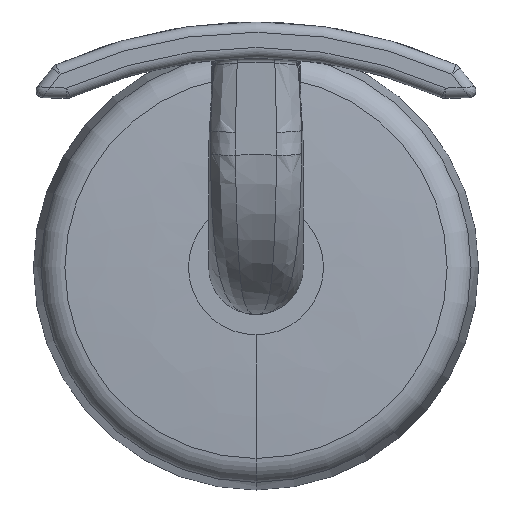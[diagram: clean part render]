
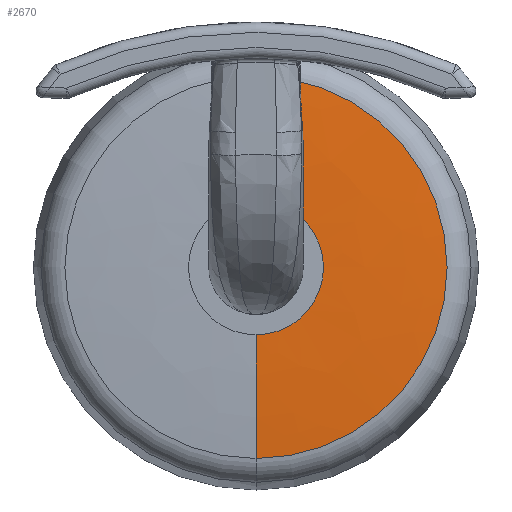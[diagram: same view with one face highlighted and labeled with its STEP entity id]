
A CAD part, top view. The second image highlights one B-rep face of the part: STEP entity #2670.
In plain terms, the highlighted free-form (B-spline) face has degree [3, 3] with [7, 4] control points.
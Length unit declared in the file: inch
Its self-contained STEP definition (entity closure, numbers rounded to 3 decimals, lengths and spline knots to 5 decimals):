
#12=CARTESIAN_POINT('',(0.,0.,0.40452));
#13=DIRECTION('',(0.,0.,1.));
#14=DIRECTION('',(0.,-1.,0.));
#15=AXIS2_PLACEMENT_3D('',#12,#13,#14);
#22=CARTESIAN_POINT('',(0.,-0.394,-9.412));
#23=DIRECTION('',(1.,0.,0.));
#24=DIRECTION('',(0.,0.,1.));
#25=AXIS2_PLACEMENT_3D('',#22,#23,#24);
#27=CARTESIAN_POINT('',(0.,0.,0.431));
#28=DIRECTION('',(0.,0.,1.));
#29=DIRECTION('',(0.,-1.,0.));
#30=AXIS2_PLACEMENT_3D('',#27,#28,#29);
#32=CARTESIAN_POINT('',(0.,0.394,-9.412));
#33=DIRECTION('',(-1.,0.,0.));
#34=DIRECTION('',(0.,0.,1.));
#35=AXIS2_PLACEMENT_3D('',#32,#33,#34);
#2287=CARTESIAN_POINT('',(0.,-1.11556,0.40452));
#2289=VERTEX_POINT('',#2287);
#2293=CARTESIAN_POINT('',(0.,1.11556,0.40452));
#2295=VERTEX_POINT('',#2293);
#2299=CARTESIAN_POINT('',(0.,-0.394,0.431));
#2300=VERTEX_POINT('',#2299);
#2301=CARTESIAN_POINT('',(0.,0.394,0.431));
#2302=VERTEX_POINT('',#2301);
#2632=CARTESIAN_POINT('',(-0.02383,0.37881,
0.43099));
#2633=CARTESIAN_POINT('',(-0.03956,0.62874,
0.43136));
#2634=CARTESIAN_POINT('',(-0.05527,0.8785,
0.42217));
#2635=CARTESIAN_POINT('',(-0.07095,1.12773,
0.40345));
#2636=CARTESIAN_POINT('',(0.20928,0.39347,
0.43099));
#2637=CARTESIAN_POINT('',(0.34737,0.65308,
0.43136));
#2638=CARTESIAN_POINT('',(0.48536,0.91251,
0.42217));
#2639=CARTESIAN_POINT('',(0.62305,1.17139,
0.40345));
#2640=CARTESIAN_POINT('',(0.37956,0.23358,
0.43099));
#2641=CARTESIAN_POINT('',(0.62998,0.38769,
0.43136));
#2642=CARTESIAN_POINT('',(0.88024,0.5417,
0.42217));
#2643=CARTESIAN_POINT('',(1.12996,0.69538,
0.40345));
#2644=CARTESIAN_POINT('',(0.37956,0.,0.43099));
#2645=CARTESIAN_POINT('',(0.62998,0.,0.43136));
#2646=CARTESIAN_POINT('',(0.88024,0.,0.42217));
#2647=CARTESIAN_POINT('',(1.12996,0.,0.40345));
#2648=CARTESIAN_POINT('',(0.37956,-0.23358,
0.43099));
#2649=CARTESIAN_POINT('',(0.62998,-0.38769,
0.43136));
#2650=CARTESIAN_POINT('',(0.88024,-0.5417,
0.42217));
#2651=CARTESIAN_POINT('',(1.12996,-0.69538,
0.40345));
#2652=CARTESIAN_POINT('',(0.20928,-0.39347,
0.43099));
#2653=CARTESIAN_POINT('',(0.34737,-0.65308,
0.43136));
#2654=CARTESIAN_POINT('',(0.48536,-0.91251,
0.42217));
#2655=CARTESIAN_POINT('',(0.62305,-1.17139,
0.40345));
#2656=CARTESIAN_POINT('',(-0.02383,-0.37881,
0.43099));
#2657=CARTESIAN_POINT('',(-0.03956,-0.62874,
0.43136));
#2658=CARTESIAN_POINT('',(-0.05527,-0.8785,
0.42217));
#2659=CARTESIAN_POINT('',(-0.07095,-1.12773,
0.40345));
#2660=(BOUNDED_SURFACE()B_SPLINE_SURFACE(3,3,((#2632,#2633,#2634,#2635),(#2636,
#2637,#2638,#2639),(#2640,#2641,#2642,#2643),(#2644,#2645,#2646,#2647),(#2648,
#2649,#2650,#2651),(#2652,#2653,#2654,#2655),(#2656,#2657,#2658,#2659)),
.UNSPECIFIED.,.F.,.F.,.F.)B_SPLINE_SURFACE_WITH_KNOTS((4,3,4),(4,4),(0.,1.,
2.),(0.,1.),.UNSPECIFIED.)GEOMETRIC_REPRESENTATION_ITEM()RATIONAL_B_SPLINE_SURFACE(((1.188,1.187,1.187,1.188),(
0.938,0.937,0.937,0.938),(
0.938,0.937,0.937,0.938),(
1.188,1.187,1.187,1.188),(
0.938,0.937,0.937,0.938),(
0.938,0.937,0.937,0.938),(
1.188,1.187,1.187,1.188)))REPRESENTATION_ITEM('')SURFACE());
#2662=ORIENTED_EDGE('',*,*,#2661,.F.);
#2664=ORIENTED_EDGE('',*,*,#2663,.T.);
#2666=ORIENTED_EDGE('',*,*,#2665,.T.);
#2667=ORIENTED_EDGE('',*,*,#2624,.F.);
#2668=EDGE_LOOP('',(#2662,#2664,#2666,#2667));
#2669=FACE_OUTER_BOUND('',#2668,.F.);
#2670=ADVANCED_FACE('',(#2669),#2660,.T.);
#16=CIRCLE('',#15,1.11556);
#26=CIRCLE('',#25,9.843);
#31=CIRCLE('',#30,0.394);
#36=CIRCLE('',#35,9.843);
#2624=EDGE_CURVE('',#2289,#2295,#16,.T.);
#2661=EDGE_CURVE('',#2300,#2289,#26,.T.);
#2663=EDGE_CURVE('',#2300,#2302,#31,.T.);
#2665=EDGE_CURVE('',#2302,#2295,#36,.T.);
